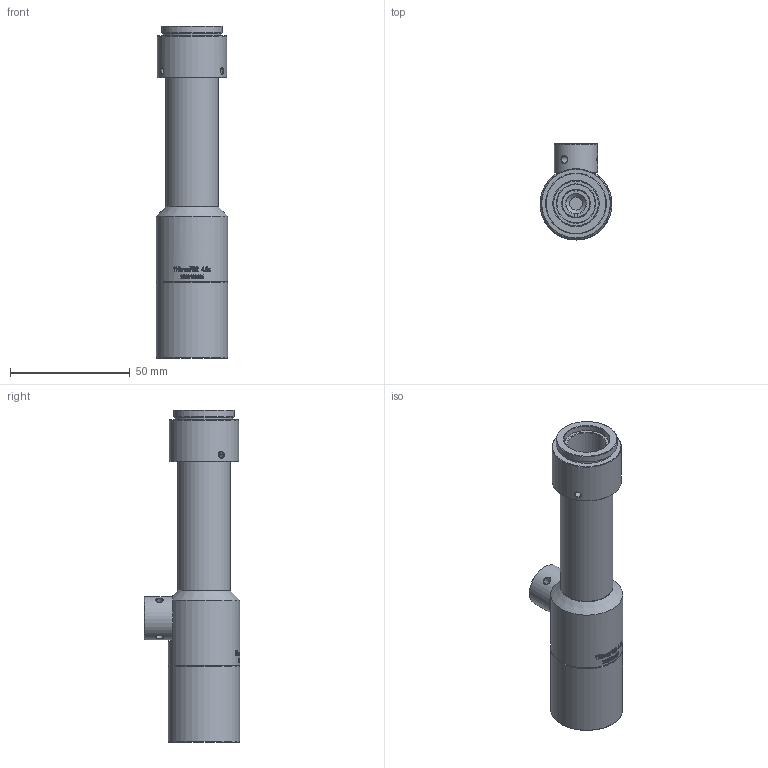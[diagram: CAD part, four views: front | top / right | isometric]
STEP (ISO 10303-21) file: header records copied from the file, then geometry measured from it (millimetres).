
FILE_DESCRIPTION(/* description */ (''),/* implementation_level */ '2;1');
FILE_NAME(/* name */ 'TC400110A_外形3D.stp',/* time_stamp */ '2022-03-22T15:52:42+08:00',/* author */ (''),/* organization */ (''),/* preprocessor_version */ 'ST-DEVELOPER v16',/* originating_system */ 'SIEMENS PLM Software NX 10.0',/* authorisation */ '');
FILE_SCHEMA (('AUTOMOTIVE_DESIGN { 1 0 10303 214 3 1 1 1 }'));
Length unit declared in the file: millimetre
Products named in the file (1): FLY0798E7414z64
Bounding box: 30 x 40 x 138.47 mm (x, y, z)
Volume: 45369.3 mm3; surface area: 32318.4 mm2
Topology: 10 solids, 10 shells, 551 faces, 1358 edges, 890 vertices
Faces by surface type: plane 211, extrusion 165, cylinder 82, cone 81, bspline 8, sphere 4
Full cylindrical faces by diameter (mm): 2.5 x3, 3 x3, 4.6 x1, 5.4 x1, 7 x2, 7.4 x1, 8 x1, 8.4 x1, 11 x2, 11.4 x1, 11.8 x1, 12 x2, 12.2 x1, 12.6 x1, 13.4 x1, 14 x1, 14.2 x1, 16 x1, 17 x1, 17.2 x1, 17.5 x2, 18 x1, 18.2 x1, 18.4 x1, 19 x3, 19.2 x1, 20 x1, 20.2 x1, 20.4 x1, 21 x1
Entity records: 20769 total; most frequent: CARTESIAN_POINT 9189, ORIENTED_EDGE 2334, DIRECTION 1887, EDGE_CURVE 1167, VERTEX_POINT 844, EDGE_LOOP 787, AXIS2_PLACEMENT_3D 666, B_SPLINE_CURVE_WITH_KNOTS 655
